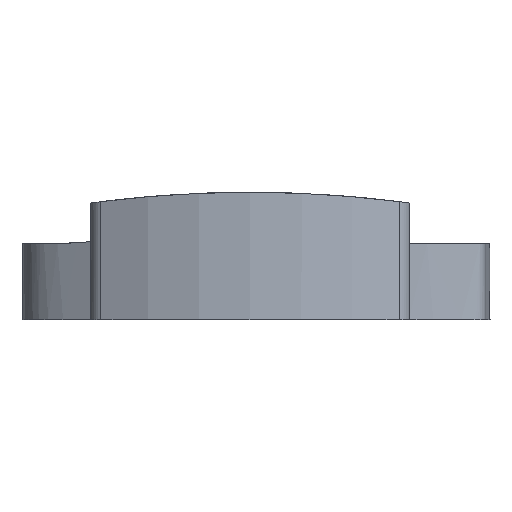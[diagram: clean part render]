
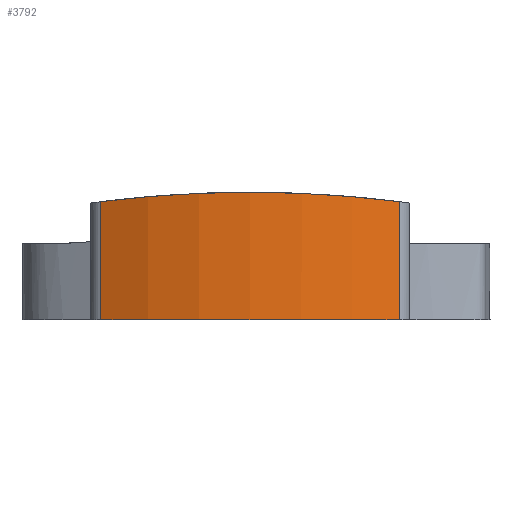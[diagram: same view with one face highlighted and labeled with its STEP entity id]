
A CAD part, front view. The second image highlights one B-rep face of the part: STEP entity #3792.
In plain terms, the highlighted cylindrical face has radius 66.539 mm (diameter 133.077 mm), a partial arc.
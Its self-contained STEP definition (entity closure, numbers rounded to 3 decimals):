
#239 = CARTESIAN_POINT ( 'NONE',  ( 30.413, 17.592, 24.076 ) ) ;
#358 = DIRECTION ( 'NONE',  ( 1., 0., 0. ) ) ;
#623 = LINE ( 'NONE', #3650, #3477 ) ;
#652 = CARTESIAN_POINT ( 'NONE',  ( 18.25, 12.733, 25.322 ) ) ;
#765 = EDGE_CURVE ( 'NONE', #2762, #3267, #623, .T. ) ;
#950 = CARTESIAN_POINT ( 'NONE',  ( 20.753, 13.5, 25.119 ) ) ;
#954 = CARTESIAN_POINT ( 'NONE',  ( -30.413, 17.592, 24.076 ) ) ;
#1179 = ORIENTED_EDGE ( 'NONE', *, *, #6199, .T. ) ;
#1235 = CARTESIAN_POINT ( 'NONE',  ( -25.655, 15.324, 24.645 ) ) ;
#1240 = CARTESIAN_POINT ( 'NONE',  ( 28.061, 16.383, 24.375 ) ) ;
#1727 = CARTESIAN_POINT ( 'NONE',  ( -20.738, 13.495, 25.12 ) ) ;
#1752 = CARTESIAN_POINT ( 'NONE',  ( -18.227, 12.726, 25.324 ) ) ;
#1964 = CARTESIAN_POINT ( 'NONE',  ( -30.413, 17.592, 0. ) ) ;
#2083 = CARTESIAN_POINT ( 'NONE',  ( -9.159, 10.855, 25.83 ) ) ;
#2436 = FACE_OUTER_BOUND ( 'NONE', #3621, .T. ) ;
#2545 = CARTESIAN_POINT ( 'NONE',  ( -13.082, 11.52, 25.649 ) ) ;
#2570 = CARTESIAN_POINT ( 'NONE',  ( 30.413, 17.592, 24.076 ) ) ;
#2642 = CARTESIAN_POINT ( 'NONE',  ( 5.265, 10.391, 25.957 ) ) ;
#2705 = DIRECTION ( 'NONE',  ( 0., 0., -1. ) ) ;
#2762 = VERTEX_POINT ( 'NONE', #2570 ) ;
#2881 = EDGE_CURVE ( 'NONE', #5244, #3655, #5496, .T. ) ;
#3000 = B_SPLINE_CURVE_WITH_KNOTS ( 'NONE', 3,
 ( #239, #1240, #4811, #950, #652, #4627, #4957, #3947, #5107, #2642, #4101, #6075, #5036, #2083, #4639, #2545, #3142, #1752, #1727, #1235, #3123, #3987 ),
 .UNSPECIFIED., .F., .F.,
 ( 4, 2, 2, 2, 2, 2, 2, 2, 2, 2, 4 ),
 ( 0., 0.008, 0.016, 0.02, 0.024, 0.031, 0.039, 0.043, 0.047, 0.055, 0.063 ),
 .UNSPECIFIED. ) ;
#3123 = CARTESIAN_POINT ( 'NONE',  ( -28.061, 16.383, 24.375 ) ) ;
#3142 = CARTESIAN_POINT ( 'NONE',  ( -14.38, 11.794, 25.575 ) ) ;
#3223 = ORIENTED_EDGE ( 'NONE', *, *, #2881, .T. ) ;
#3232 = DIRECTION ( 'NONE',  ( 0., 0., 1. ) ) ;
#3262 = ORIENTED_EDGE ( 'NONE', *, *, #765, .F. ) ;
#3267 = VERTEX_POINT ( 'NONE', #4566 ) ;
#3477 = VECTOR ( 'NONE', #2705, 1000. ) ;
#3523 = AXIS2_PLACEMENT_3D ( 'NONE', #6118, #3232, #358 ) ;
#3621 = EDGE_LOOP ( 'NONE', ( #3262, #1179, #3223, #6226 ) ) ;
#3650 = CARTESIAN_POINT ( 'NONE',  ( 30.413, 17.592, 26. ) ) ;
#3655 = VERTEX_POINT ( 'NONE', #1964 ) ;
#3792 = ADVANCED_FACE ( 'NONE', ( #2436 ), #5582, .T. ) ;
#3867 = AXIS2_PLACEMENT_3D ( 'NONE', #5355, #4697, #5181 ) ;
#3947 = CARTESIAN_POINT ( 'NONE',  ( 10.529, 11.06, 25.774 ) ) ;
#3987 = CARTESIAN_POINT ( 'NONE',  ( -30.413, 17.592, 24.076 ) ) ;
#4101 = CARTESIAN_POINT ( 'NONE',  ( 2.638, 10.236, 26. ) ) ;
#4203 = VECTOR ( 'NONE', #5573, 1000. ) ;
#4273 = CIRCLE ( 'NONE', #3523, 66.539 ) ;
#4566 = CARTESIAN_POINT ( 'NONE',  ( 30.413, 17.592, 0. ) ) ;
#4619 = CARTESIAN_POINT ( 'NONE',  ( -30.413, 17.592, 26. ) ) ;
#4627 = CARTESIAN_POINT ( 'NONE',  ( 14.422, 11.803, 25.572 ) ) ;
#4639 = CARTESIAN_POINT ( 'NONE',  ( -10.467, 11.05, 25.776 ) ) ;
#4697 = DIRECTION ( 'NONE',  ( 0., 0., -1. ) ) ;
#4811 = CARTESIAN_POINT ( 'NONE',  ( 25.658, 15.325, 24.645 ) ) ;
#4957 = CARTESIAN_POINT ( 'NONE',  ( 13.133, 11.531, 25.646 ) ) ;
#5036 = CARTESIAN_POINT ( 'NONE',  ( -5.232, 10.389, 25.957 ) ) ;
#5107 = CARTESIAN_POINT ( 'NONE',  ( 9.21, 10.862, 25.828 ) ) ;
#5181 = DIRECTION ( 'NONE',  ( -1., 0., 0. ) ) ;
#5244 = VERTEX_POINT ( 'NONE', #954 ) ;
#5355 = CARTESIAN_POINT ( 'NONE',  ( 0., 76.774, 26. ) ) ;
#5496 = LINE ( 'NONE', #4619, #4203 ) ;
#5573 = DIRECTION ( 'NONE',  ( 0., 0., -1. ) ) ;
#5582 = CYLINDRICAL_SURFACE ( 'NONE', #3867, 66.539 ) ;
#5680 = EDGE_CURVE ( 'NONE', #3655, #3267, #4273, .T. ) ;
#6075 = CARTESIAN_POINT ( 'NONE',  ( -2.611, 10.234, 26. ) ) ;
#6118 = CARTESIAN_POINT ( 'NONE',  ( 0., 76.774, 0. ) ) ;
#6199 = EDGE_CURVE ( 'NONE', #2762, #5244, #3000, .T. ) ;
#6226 = ORIENTED_EDGE ( 'NONE', *, *, #5680, .T. ) ;
